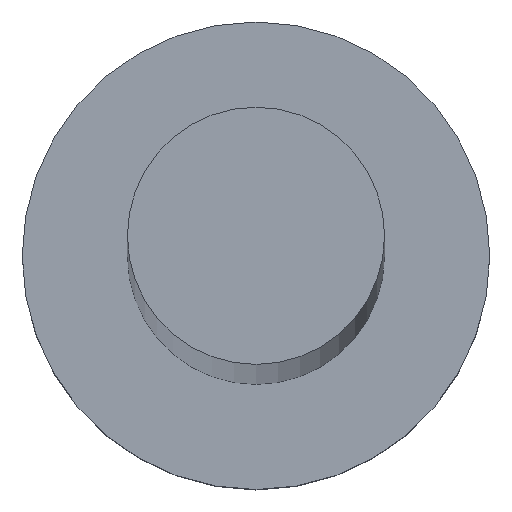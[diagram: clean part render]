
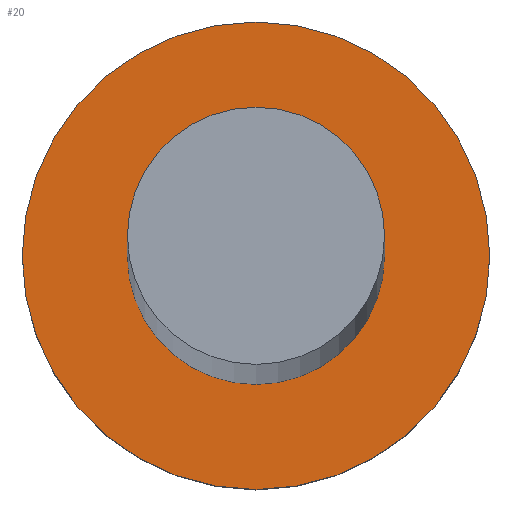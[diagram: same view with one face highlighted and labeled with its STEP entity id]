
A CAD part, top view. The second image highlights one B-rep face of the part: STEP entity #20.
In plain terms, the highlighted planar face has unit normal (0, 0, 1).
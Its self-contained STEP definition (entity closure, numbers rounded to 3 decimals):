
#1 = DIRECTION ( 'NONE',  ( 0., 0., 1. ) ) ;
#5 = DIRECTION ( 'NONE',  ( 0., 0., 1. ) ) ;
#12 = ORIENTED_EDGE ( 'NONE', *, *, #33, .F. ) ;
#20 = ADVANCED_FACE ( 'NONE', ( #37, #204 ), #116, .T. ) ;
#33 = EDGE_CURVE ( 'NONE', #147, #85, #226, .T. ) ;
#35 = AXIS2_PLACEMENT_3D ( 'NONE', #96, #183, #115 ) ;
#37 = FACE_BOUND ( 'NONE', #49, .T. ) ;
#39 = CARTESIAN_POINT ( 'NONE',  ( 5., 0., 5. ) ) ;
#49 = EDGE_LOOP ( 'NONE', ( #201, #12 ) ) ;
#56 = CARTESIAN_POINT ( 'NONE',  ( -5., 0., 5. ) ) ;
#57 = DIRECTION ( 'NONE',  ( 0., 0., 1. ) ) ;
#63 = EDGE_CURVE ( 'NONE', #177, #88, #191, .T. ) ;
#71 = CARTESIAN_POINT ( 'NONE',  ( 2.75, 0., 5. ) ) ;
#77 = AXIS2_PLACEMENT_3D ( 'NONE', #184, #1, #239 ) ;
#85 = VERTEX_POINT ( 'NONE', #181 ) ;
#88 = VERTEX_POINT ( 'NONE', #39 ) ;
#94 = AXIS2_PLACEMENT_3D ( 'NONE', #253, #57, #98 ) ;
#96 = CARTESIAN_POINT ( 'NONE',  ( 0., 0., 5. ) ) ;
#98 = DIRECTION ( 'NONE',  ( 1., 0., 0. ) ) ;
#100 = DIRECTION ( 'NONE',  ( 1., 0., 0. ) ) ;
#102 = ORIENTED_EDGE ( 'NONE', *, *, #63, .T. ) ;
#107 = AXIS2_PLACEMENT_3D ( 'NONE', #221, #161, #156 ) ;
#115 = DIRECTION ( 'NONE',  ( 1., 0., 0. ) ) ;
#116 = PLANE ( 'NONE',  #107 ) ;
#141 = CIRCLE ( 'NONE', #77, 5. ) ;
#145 = CARTESIAN_POINT ( 'NONE',  ( 0., 0., 5. ) ) ;
#147 = VERTEX_POINT ( 'NONE', #71 ) ;
#152 = ORIENTED_EDGE ( 'NONE', *, *, #165, .T. ) ;
#156 = DIRECTION ( 'NONE',  ( 1., 0., 0. ) ) ;
#161 = DIRECTION ( 'NONE',  ( 0., 0., 1. ) ) ;
#165 = EDGE_CURVE ( 'NONE', #88, #177, #141, .T. ) ;
#177 = VERTEX_POINT ( 'NONE', #56 ) ;
#181 = CARTESIAN_POINT ( 'NONE',  ( -2.75, 0., 5. ) ) ;
#183 = DIRECTION ( 'NONE',  ( 0., 0., 1. ) ) ;
#184 = CARTESIAN_POINT ( 'NONE',  ( 0., 0., 5. ) ) ;
#191 = CIRCLE ( 'NONE', #94, 5. ) ;
#196 = EDGE_LOOP ( 'NONE', ( #102, #152 ) ) ;
#201 = ORIENTED_EDGE ( 'NONE', *, *, #220, .F. ) ;
#204 = FACE_OUTER_BOUND ( 'NONE', #196, .T. ) ;
#220 = EDGE_CURVE ( 'NONE', #85, #147, #248, .T. ) ;
#221 = CARTESIAN_POINT ( 'NONE',  ( 0., 0., 5. ) ) ;
#226 = CIRCLE ( 'NONE', #35, 2.75 ) ;
#239 = DIRECTION ( 'NONE',  ( 1., 0., 0. ) ) ;
#240 = AXIS2_PLACEMENT_3D ( 'NONE', #145, #5, #100 ) ;
#248 = CIRCLE ( 'NONE', #240, 2.75 ) ;
#253 = CARTESIAN_POINT ( 'NONE',  ( 0., 0., 5. ) ) ;
